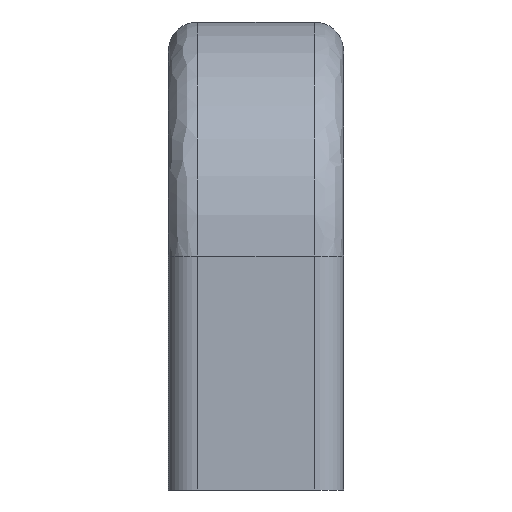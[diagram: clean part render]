
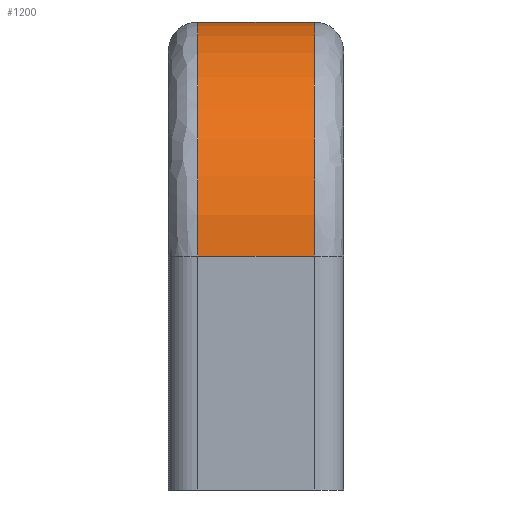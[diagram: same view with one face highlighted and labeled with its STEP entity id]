
A CAD part, front view. The second image highlights one B-rep face of the part: STEP entity #1200.
In plain terms, the highlighted cylindrical face has radius 20 mm (diameter 40 mm), a partial arc.
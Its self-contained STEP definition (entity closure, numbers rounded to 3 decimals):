
#54 = VERTEX_POINT ( 'NONE', #881 ) ;
#84 = EDGE_CURVE ( 'NONE', #54, #223, #355, .T. ) ;
#140 = EDGE_CURVE ( 'NONE', #1441, #54, #1115, .T. ) ;
#146 = EDGE_LOOP ( 'NONE', ( #376, #1299, #1121, #1435 ) ) ;
#223 = VERTEX_POINT ( 'NONE', #513 ) ;
#355 = CIRCLE ( 'NONE', #592, 20. ) ;
#368 = CARTESIAN_POINT ( 'NONE',  ( 5., -75., 20. ) ) ;
#376 = ORIENTED_EDGE ( 'NONE', *, *, #84, .T. ) ;
#377 = CARTESIAN_POINT ( 'NONE',  ( -5., -75., 20. ) ) ;
#423 = DIRECTION ( 'NONE',  ( 1., 0., 0. ) ) ;
#471 = DIRECTION ( 'NONE',  ( 0., 0., 1. ) ) ;
#502 = DIRECTION ( 'NONE',  ( 1., 0., 0. ) ) ;
#513 = CARTESIAN_POINT ( 'NONE',  ( 5., -75., 40. ) ) ;
#515 = DIRECTION ( 'NONE',  ( 0., 0., 1. ) ) ;
#525 = VERTEX_POINT ( 'NONE', #1212 ) ;
#592 = AXIS2_PLACEMENT_3D ( 'NONE', #368, #1077, #471 ) ;
#650 = CARTESIAN_POINT ( 'NONE',  ( 7.5, -75., 20. ) ) ;
#673 = LINE ( 'NONE', #1106, #803 ) ;
#803 = VECTOR ( 'NONE', #423, 1000. ) ;
#881 = CARTESIAN_POINT ( 'NONE',  ( 5., -95., 20. ) ) ;
#955 = CIRCLE ( 'NONE', #1147, 20. ) ;
#956 = EDGE_CURVE ( 'NONE', #525, #1441, #955, .T. ) ;
#957 = CARTESIAN_POINT ( 'NONE',  ( -5., -95., 20. ) ) ;
#1077 = DIRECTION ( 'NONE',  ( -1., 0., 0. ) ) ;
#1093 = FACE_OUTER_BOUND ( 'NONE', #146, .T. ) ;
#1106 = CARTESIAN_POINT ( 'NONE',  ( 7.5, -75., 40. ) ) ;
#1115 = LINE ( 'NONE', #1117, #1473 ) ;
#1117 = CARTESIAN_POINT ( 'NONE',  ( 7.5, -95., 20. ) ) ;
#1119 = AXIS2_PLACEMENT_3D ( 'NONE', #650, #1120, #515 ) ;
#1120 = DIRECTION ( 'NONE',  ( -1., 0., 0. ) ) ;
#1121 = ORIENTED_EDGE ( 'NONE', *, *, #956, .T. ) ;
#1147 = AXIS2_PLACEMENT_3D ( 'NONE', #377, #1226, #1352 ) ;
#1200 = ADVANCED_FACE ( 'NONE', ( #1093 ), #1270, .T. ) ;
#1212 = CARTESIAN_POINT ( 'NONE',  ( -5., -75., 40. ) ) ;
#1226 = DIRECTION ( 'NONE',  ( 1., 0., 0. ) ) ;
#1270 = CYLINDRICAL_SURFACE ( 'NONE', #1119, 20. ) ;
#1299 = ORIENTED_EDGE ( 'NONE', *, *, #1554, .F. ) ;
#1352 = DIRECTION ( 'NONE',  ( 0., 0., 1. ) ) ;
#1435 = ORIENTED_EDGE ( 'NONE', *, *, #140, .T. ) ;
#1441 = VERTEX_POINT ( 'NONE', #957 ) ;
#1473 = VECTOR ( 'NONE', #502, 1000. ) ;
#1554 = EDGE_CURVE ( 'NONE', #525, #223, #673, .T. ) ;
